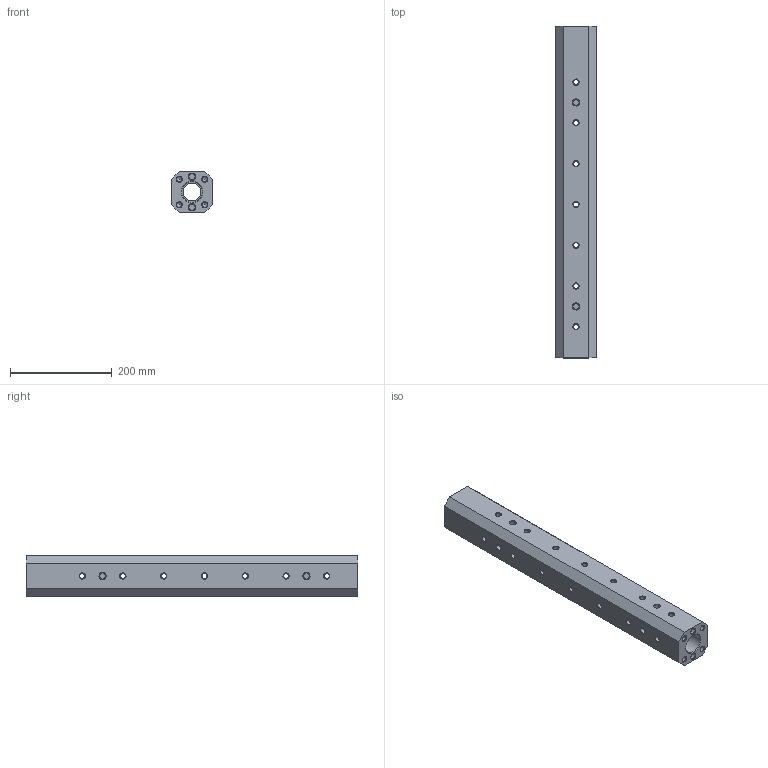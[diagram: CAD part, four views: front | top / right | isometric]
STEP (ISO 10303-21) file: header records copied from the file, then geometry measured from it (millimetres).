
FILE_DESCRIPTION( ( 'Unknown' ), '1' );
FILE_NAME( '1-SVFX-5060-080-1.stp', 'Unknown', ( 'Unknown' ), ( 'Unknown' ), 'PSStep 17.0.49', 'Unknown', ' ' );
FILE_SCHEMA( ( 'AUTOMOTIVE_DESIGN { 1 0 10303 214 1 1 1 1 }' ) );
Length unit declared in the file: millimetre
Products named in the file (1): 1
Bounding box: 80 x 651 x 80 mm (x, y, z)
Volume: 3136723.6 mm3; surface area: 296808.2 mm2
Topology: 1 solids, 1 shells, 154 faces, 394 edges, 249 vertices
Faces by surface type: cone 58, cylinder 51, plane 24, bspline 21
Full cylindrical faces by diameter (mm): 10.2 x36, 12 x12, 35 x1, 40 x2
Entity records: 6267 total; most frequent: CARTESIAN_POINT 3405, DIRECTION 540, ORIENTED_EDGE 394, EDGE_LOOP 356, AXIS2_PLACEMENT_3D 258, FACE_OUTER_BOUND 226, VERTEX_POINT 197, EDGE_CURVE 197
